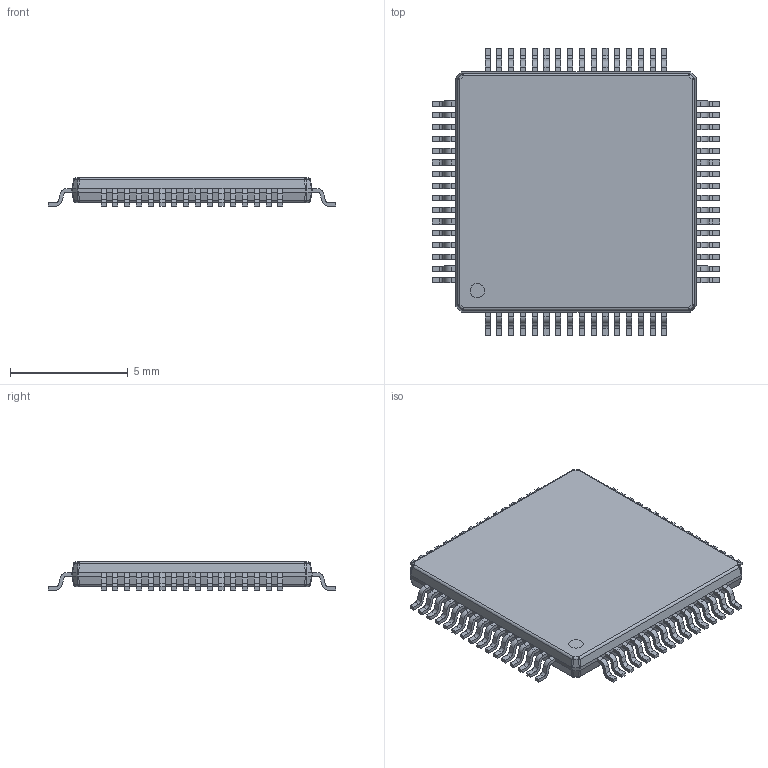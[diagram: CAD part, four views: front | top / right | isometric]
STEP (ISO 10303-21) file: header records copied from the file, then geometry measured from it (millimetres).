
FILE_DESCRIPTION(('STEP AP214'), '1');
FILE_NAME('MS-026ACD', '2016-05-13T21:57:05', ('Nobody'), (''), 'ASCON STEP Converter 1.3', 'ASCON Math Kernel', '');
FILE_SCHEMA(('AUTOMOTIVE_DESIGN { 1 0 10303 214 3 1 1}'));
Length unit declared in the file: millimetre
Bounding box: 12.2 x 12.2 x 1.2 mm (x, y, z)
Volume: 110.7 mm3; surface area: 321.6 mm2
Topology: 65 solids, 65 shells, 978 faces, 2738 edges, 1939 vertices
Faces by surface type: plane 667, cylinder 295, bspline 16
Entity records: 39662 total; most frequent: CARTESIAN_POINT 5646, DIRECTION 5319, ORIENTED_EDGE 4932, EDGE_CURVE 2466, LINE 2015, VECTOR 2015, AXIS2_PLACEMENT_3D 1652, VERTEX_POINT 1619
